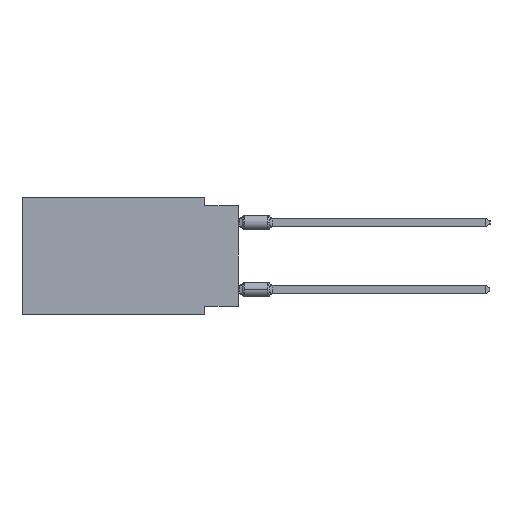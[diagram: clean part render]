
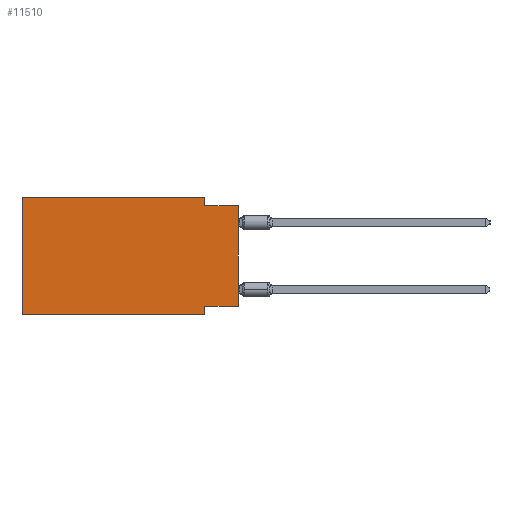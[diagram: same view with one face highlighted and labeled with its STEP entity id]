
A CAD part, left-side view. The second image highlights one B-rep face of the part: STEP entity #11510.
In plain terms, the highlighted planar face has unit normal (-1, 0, 0).
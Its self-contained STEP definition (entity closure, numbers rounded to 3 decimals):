
#383 = DIRECTION ( 'NONE',  ( 0., 0., -1. ) ) ;
#4399 = CARTESIAN_POINT ( 'NONE',  ( 0., 0., 0. ) ) ;
#4868 = LINE ( 'NONE', #23209, #6837 ) ;
#6837 = VECTOR ( 'NONE', #383, 1000. ) ;
#7133 = LINE ( 'NONE', #25475, #44814 ) ;
#7700 = EDGE_CURVE ( 'NONE', #49474, #32860, #37094, .T. ) ;
#8213 = EDGE_CURVE ( 'NONE', #15611, #42520, #20173, .T. ) ;
#8947 = ORIENTED_EDGE ( 'NONE', *, *, #39869, .F. ) ;
#9331 = CARTESIAN_POINT ( 'NONE',  ( 0., 16.383, -8.89 ) ) ;
#9747 = DIRECTION ( 'NONE',  ( 0., 0., -1. ) ) ;
#10895 = AXIS2_PLACEMENT_3D ( 'NONE', #19362, #14266, #42207 ) ;
#10901 = CARTESIAN_POINT ( 'NONE',  ( 0., 16.383, -8.89 ) ) ;
#11036 = CARTESIAN_POINT ( 'NONE',  ( 0., 2.54, -8.89 ) ) ;
#11510 = ADVANCED_FACE ( 'NONE', ( #15160 ), #33479, .F. ) ;
#14204 = CARTESIAN_POINT ( 'NONE',  ( 0., 2.54, 0. ) ) ;
#14266 = DIRECTION ( 'NONE',  ( 1., 0., 0. ) ) ;
#15160 = FACE_OUTER_BOUND ( 'NONE', #53613, .T. ) ;
#15368 = CARTESIAN_POINT ( 'NONE',  ( 0., 0., -8.255 ) ) ;
#15611 = VERTEX_POINT ( 'NONE', #17650 ) ;
#17248 = VECTOR ( 'NONE', #9747, 1000. ) ;
#17650 = CARTESIAN_POINT ( 'NONE',  ( 0., 0., -8.255 ) ) ;
#18041 = CARTESIAN_POINT ( 'NONE',  ( 0., 16.383, 0. ) ) ;
#19362 = CARTESIAN_POINT ( 'NONE',  ( 0., 16.383, 0. ) ) ;
#19770 = CARTESIAN_POINT ( 'NONE',  ( 0., 2.54, -0.635 ) ) ;
#20173 = LINE ( 'NONE', #15368, #43216 ) ;
#20837 = VECTOR ( 'NONE', #31730, 1000. ) ;
#22684 = ORIENTED_EDGE ( 'NONE', *, *, #8213, .F. ) ;
#23209 = CARTESIAN_POINT ( 'NONE',  ( 0., 2.54, -8.89 ) ) ;
#24051 = LINE ( 'NONE', #41788, #28062 ) ;
#25475 = CARTESIAN_POINT ( 'NONE',  ( 0., 0., -0.635 ) ) ;
#25661 = ORIENTED_EDGE ( 'NONE', *, *, #29407, .T. ) ;
#27350 = EDGE_CURVE ( 'NONE', #37127, #37585, #32756, .T. ) ;
#27824 = LINE ( 'NONE', #4399, #20837 ) ;
#28062 = VECTOR ( 'NONE', #54712, 1000. ) ;
#29252 = EDGE_CURVE ( 'NONE', #32860, #50725, #7133, .T. ) ;
#29407 = EDGE_CURVE ( 'NONE', #15611, #50725, #27824, .T. ) ;
#29789 = CARTESIAN_POINT ( 'NONE',  ( 0., 2.54, -8.255 ) ) ;
#30908 = ORIENTED_EDGE ( 'NONE', *, *, #29252, .F. ) ;
#31730 = DIRECTION ( 'NONE',  ( 0., 0., 1. ) ) ;
#32756 = LINE ( 'NONE', #9331, #35042 ) ;
#32860 = VERTEX_POINT ( 'NONE', #19770 ) ;
#33479 = PLANE ( 'NONE',  #10895 ) ;
#34291 = DIRECTION ( 'NONE',  ( 0., 1., 0. ) ) ;
#34467 = DIRECTION ( 'NONE',  ( 0., -1., 0. ) ) ;
#34726 = EDGE_CURVE ( 'NONE', #38932, #49474, #58066, .T. ) ;
#34847 = EDGE_CURVE ( 'NONE', #37127, #38932, #24051, .T. ) ;
#35042 = VECTOR ( 'NONE', #37261, 1000. ) ;
#35333 = CARTESIAN_POINT ( 'NONE',  ( 0., 16.383, 0. ) ) ;
#37094 = LINE ( 'NONE', #50936, #17248 ) ;
#37127 = VERTEX_POINT ( 'NONE', #10901 ) ;
#37261 = DIRECTION ( 'NONE',  ( 0., -1., 0. ) ) ;
#37585 = VERTEX_POINT ( 'NONE', #11036 ) ;
#38932 = VERTEX_POINT ( 'NONE', #35333 ) ;
#39869 = EDGE_CURVE ( 'NONE', #42520, #37585, #4868, .T. ) ;
#41788 = CARTESIAN_POINT ( 'NONE',  ( 0., 16.383, 0. ) ) ;
#42207 = DIRECTION ( 'NONE',  ( 0., 0., -1. ) ) ;
#42520 = VERTEX_POINT ( 'NONE', #29789 ) ;
#43216 = VECTOR ( 'NONE', #34291, 1000. ) ;
#44513 = DIRECTION ( 'NONE',  ( 0., -1., 0. ) ) ;
#44814 = VECTOR ( 'NONE', #34467, 1000. ) ;
#44926 = ORIENTED_EDGE ( 'NONE', *, *, #27350, .T. ) ;
#46298 = VECTOR ( 'NONE', #44513, 1000. ) ;
#48419 = ORIENTED_EDGE ( 'NONE', *, *, #7700, .F. ) ;
#49474 = VERTEX_POINT ( 'NONE', #14204 ) ;
#50352 = ORIENTED_EDGE ( 'NONE', *, *, #34847, .F. ) ;
#50725 = VERTEX_POINT ( 'NONE', #55701 ) ;
#50936 = CARTESIAN_POINT ( 'NONE',  ( 0., 2.54, 0. ) ) ;
#53613 = EDGE_LOOP ( 'NONE', ( #25661, #30908, #48419, #54806, #50352, #44926, #8947, #22684 ) ) ;
#54712 = DIRECTION ( 'NONE',  ( 0., 0., 1. ) ) ;
#54806 = ORIENTED_EDGE ( 'NONE', *, *, #34726, .F. ) ;
#55701 = CARTESIAN_POINT ( 'NONE',  ( 0., 0., -0.635 ) ) ;
#58066 = LINE ( 'NONE', #18041, #46298 ) ;
